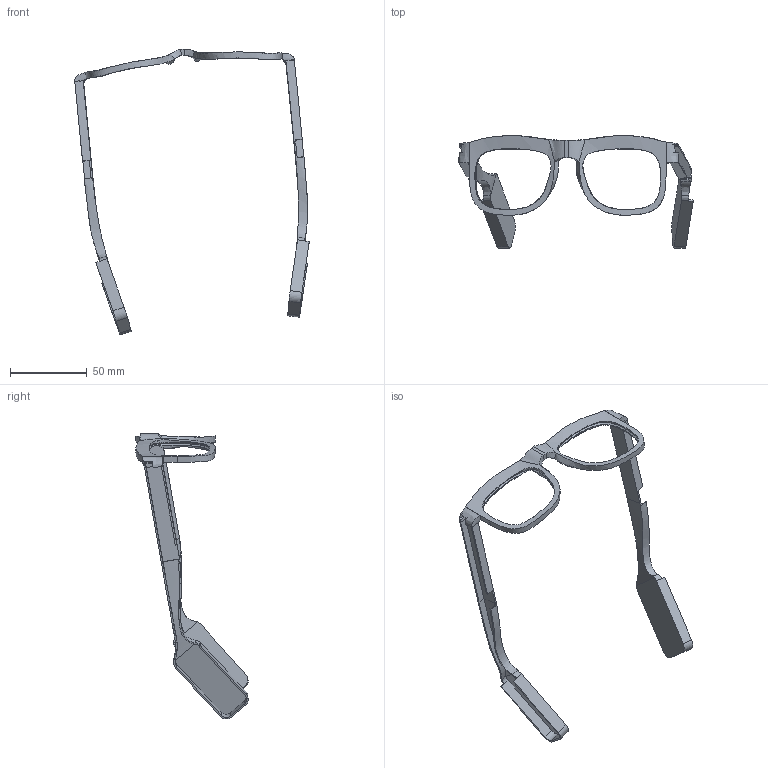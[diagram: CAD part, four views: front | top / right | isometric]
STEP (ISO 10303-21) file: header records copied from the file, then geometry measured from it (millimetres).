
FILE_DESCRIPTION(('CATIA V5 STEP Exchange'),'2;1');
FILE_NAME('MAIN_3DPRINT_OSSG_0p3.stp','2022-08-01T17:31:14+00:00',('none'),('none'),'CATIA Version 5 Release 20 GA (IN-10)','CATIA V5 STEP AP203','none');
FILE_SCHEMA(('CONFIG_CONTROL_DESIGN'));
Products named in the file (1): Frames
Bounding box: 153.06 x 73.27 x 186.58 mm (x, y, z)
Volume: 18669.6 mm3; surface area: 30445.5 mm2
Topology: 8 solids, 8 shells, 349 faces, 947 edges, 613 vertices
Faces by surface type: bspline 182, plane 96, extrusion 63, cylinder 8
Entity records: 37371 total; most frequent: CARTESIAN_POINT 31058, ORIENTED_EDGE 1874, EDGE_CURVE 748, B_SPLINE_CURVE_WITH_KNOTS 567, DIRECTION 505, VERTEX_POINT 473, EDGE_LOOP 352, ADVANCED_FACE 349
